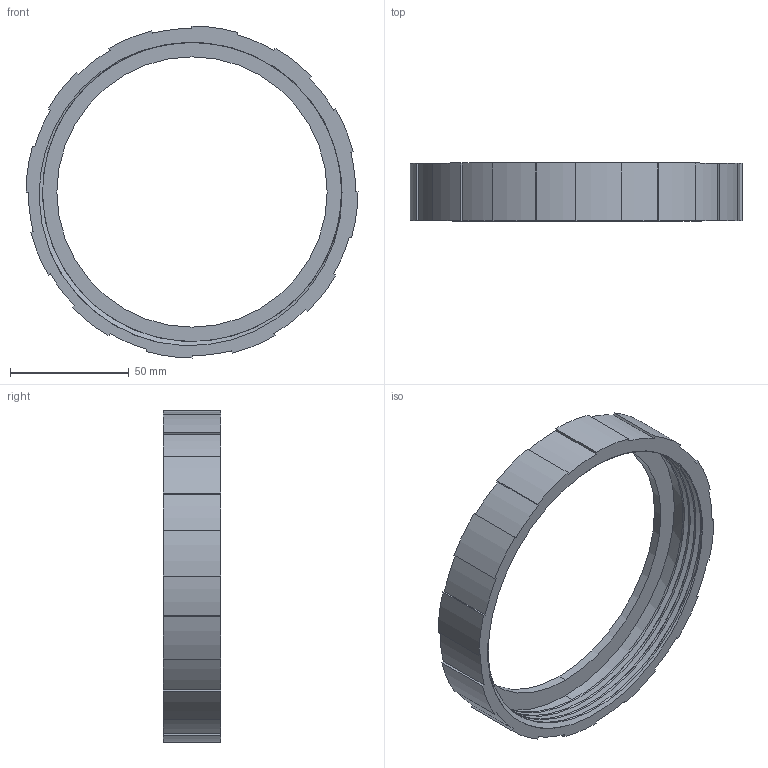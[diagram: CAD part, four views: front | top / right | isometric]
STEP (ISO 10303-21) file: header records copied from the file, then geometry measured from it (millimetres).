
FILE_DESCRIPTION (( 'STEP AP214' ), '1' );
FILE_NAME ('Bride_V3.STEP', '2025-08-26T21:09:42', ( '' ), ( '' ), 'SwSTEP 2.0', 'SolidWorks 2024', '' );
FILE_SCHEMA (( 'AUTOMOTIVE_DESIGN' ));
Length unit declared in the file: millimetre
Products named in the file (1): Bride_V3
Bounding box: 140 x 24.3 x 140 mm (x, y, z)
Volume: 67404 mm3; surface area: 34723 mm2
Topology: 1 solids, 1 shells, 69 faces, 195 edges, 130 vertices
Faces by surface type: cylinder 37, plane 29, bspline 3
Entity records: 3445 total; most frequent: CARTESIAN_POINT 1652, ORIENTED_EDGE 390, DIRECTION 360, EDGE_CURVE 195, VERTEX_POINT 130, AXIS2_PLACEMENT_3D 125, LINE 110, VECTOR 110
